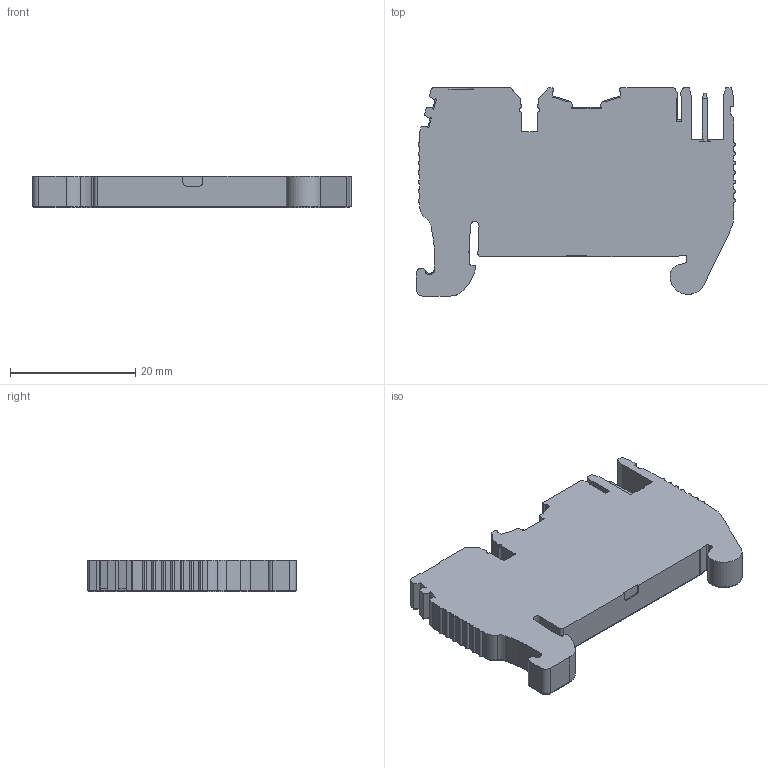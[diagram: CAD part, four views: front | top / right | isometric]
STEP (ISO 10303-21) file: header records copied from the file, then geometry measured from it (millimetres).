
FILE_DESCRIPTION (( 'STEP AP203' ), '1' );
FILE_NAME ('KN-P25-1-PNBLU-25.step', '2025-04-29T14:04:45', ( '' ), ( '' ), 'SwSTEP 2.0', 'SolidWorks 2024', '' );
FILE_SCHEMA (( 'CONFIG_CONTROL_DESIGN' ));
Length unit declared in the file: millimetre
Products named in the file (1): KN-P25-1-PNBLU-25
Bounding box: 50.93 x 33.21 x 5.05 mm (x, y, z)
Volume: 6508.5 mm3; surface area: 3879.4 mm2
Topology: 1 solids, 1 shells, 461 faces, 1338 edges, 882 vertices
Faces by surface type: plane 263, cylinder 179, bspline 12, torus 4, cone 3
Entity records: 15468 total; most frequent: CARTESIAN_POINT 3064, ORIENTED_EDGE 2668, DIRECTION 2545, EDGE_CURVE 1334, LINE 919, VECTOR 919, VERTEX_POINT 882, AXIS2_PLACEMENT_3D 813
